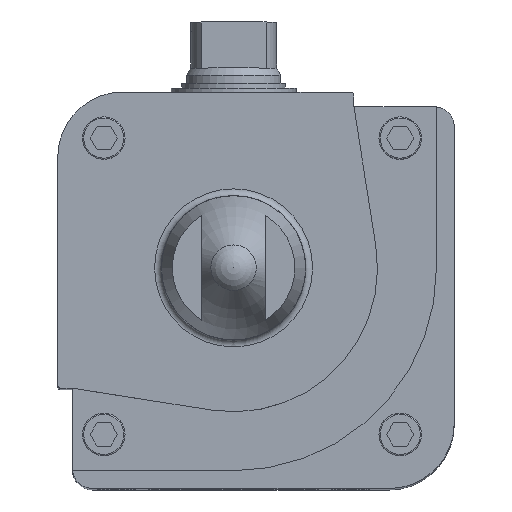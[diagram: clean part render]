
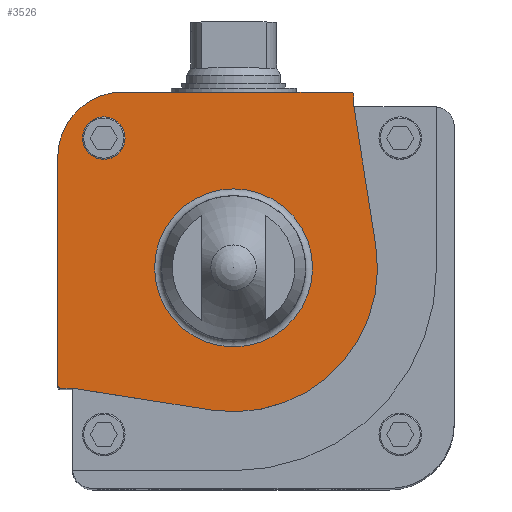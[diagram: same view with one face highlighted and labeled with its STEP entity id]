
A CAD part, top view. The second image highlights one B-rep face of the part: STEP entity #3526.
In plain terms, the highlighted planar face has unit normal (0, 0, 1).
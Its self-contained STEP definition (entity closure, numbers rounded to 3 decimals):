
#111=PLANE('',#3835);
#263=LINE('',#5431,#569);
#269=LINE('',#5446,#575);
#274=LINE('',#5480,#580);
#280=LINE('',#5503,#586);
#281=LINE('',#5510,#587);
#282=LINE('',#5514,#588);
#569=VECTOR('',#4261,1000.);
#575=VECTOR('',#4275,1000.);
#580=VECTOR('',#4310,1000.);
#586=VECTOR('',#4332,1000.);
#587=VECTOR('',#4343,1000.);
#588=VECTOR('',#4346,1000.);
#969=ORIENTED_EDGE('',*,*,#1882,.T.);
#970=ORIENTED_EDGE('',*,*,#1883,.F.);
#971=ORIENTED_EDGE('',*,*,#1884,.T.);
#972=ORIENTED_EDGE('',*,*,#1885,.F.);
#973=ORIENTED_EDGE('',*,*,#1867,.T.);
#974=ORIENTED_EDGE('',*,*,#1872,.T.);
#975=ORIENTED_EDGE('',*,*,#1879,.T.);
#976=ORIENTED_EDGE('',*,*,#1881,.T.);
#977=ORIENTED_EDGE('',*,*,#1843,.T.);
#978=ORIENTED_EDGE('',*,*,#1847,.T.);
#979=ORIENTED_EDGE('',*,*,#1851,.T.);
#980=ORIENTED_EDGE('',*,*,#1886,.T.);
#1843=EDGE_CURVE('',#2307,#2306,#263,.T.);
#1847=EDGE_CURVE('',#2306,#2309,#2637,.T.);
#1851=EDGE_CURVE('',#2309,#2311,#269,.T.);
#1867=EDGE_CURVE('',#2326,#2325,#274,.T.);
#1872=EDGE_CURVE('',#2325,#2328,#2650,.T.);
#1879=EDGE_CURVE('',#2328,#2334,#280,.T.);
#1881=EDGE_CURVE('',#2334,#2307,#2656,.T.);
#1882=EDGE_CURVE('',#2335,#2335,#2657,.T.);
#1883=EDGE_CURVE('',#2336,#2311,#281,.T.);
#1884=EDGE_CURVE('',#2336,#2337,#2658,.T.);
#1885=EDGE_CURVE('',#2326,#2337,#282,.T.);
#1886=EDGE_CURVE('',#2338,#2338,#2659,.T.);
#2306=VERTEX_POINT('',#5430);
#2307=VERTEX_POINT('',#5432);
#2309=VERTEX_POINT('',#5438);
#2311=VERTEX_POINT('',#5445);
#2325=VERTEX_POINT('',#5479);
#2326=VERTEX_POINT('',#5481);
#2328=VERTEX_POINT('',#5488);
#2334=VERTEX_POINT('',#5502);
#2335=VERTEX_POINT('',#5509);
#2336=VERTEX_POINT('',#5511);
#2337=VERTEX_POINT('',#5513);
#2338=VERTEX_POINT('',#5516);
#2637=CIRCLE('',#3807,1.2);
#2650=CIRCLE('',#3826,1.2);
#2656=CIRCLE('',#3834,27.5);
#2657=CIRCLE('',#3836,9.);
#2658=CIRCLE('',#3837,61.);
#2659=CIRCLE('',#3838,33.483);
#2810=EDGE_LOOP('',(#969));
#2811=EDGE_LOOP('',(#970,#971,#972,#973,#974,#975,#976,#977,#978,#979));
#2812=EDGE_LOOP('',(#980));
#3148=FACE_BOUND('',#2810,.T.);
#3149=FACE_BOUND('',#2811,.T.);
#3150=FACE_BOUND('',#2812,.T.);
#3526=ADVANCED_FACE('',(#3148,#3149,#3150),#111,.T.);
#3807=AXIS2_PLACEMENT_3D('',#5439,#4268,#4269);
#3826=AXIS2_PLACEMENT_3D('',#5489,#4318,#4319);
#3834=AXIS2_PLACEMENT_3D('',#5506,#4337,#4338);
#3835=AXIS2_PLACEMENT_3D('',#5507,#4339,#4340);
#3836=AXIS2_PLACEMENT_3D('',#5508,#4341,#4342);
#3837=AXIS2_PLACEMENT_3D('',#5512,#4344,#4345);
#3838=AXIS2_PLACEMENT_3D('',#5515,#4347,#4348);
#4261=DIRECTION('',(0.,-1.,0.));
#4268=DIRECTION('',(0.,0.,1.));
#4269=DIRECTION('',(1.,0.,0.));
#4275=DIRECTION('',(1.,0.,0.));
#4310=DIRECTION('',(0.,1.,0.));
#4318=DIRECTION('',(0.,0.,1.));
#4319=DIRECTION('',(1.,0.,0.));
#4332=DIRECTION('',(-1.,0.,0.));
#4337=DIRECTION('',(0.,0.,1.));
#4338=DIRECTION('',(1.,0.,0.));
#4339=DIRECTION('',(0.,0.,1.));
#4340=DIRECTION('',(1.,0.,0.));
#4341=DIRECTION('',(0.,0.,-1.));
#4342=DIRECTION('',(-1.,0.,0.));
#4343=DIRECTION('',(-0.988,0.155,0.));
#4344=DIRECTION('',(0.,0.,1.));
#4345=DIRECTION('',(1.,0.,0.));
#4346=DIRECTION('',(0.155,-0.988,0.));
#4347=DIRECTION('',(0.,0.,-1.));
#4348=DIRECTION('',(-1.,0.,0.));
#5430=CARTESIAN_POINT('',(-74.5,-49.8,187.2));
#5431=CARTESIAN_POINT('',(-74.5,47.,187.2));
#5432=CARTESIAN_POINT('',(-74.5,47.,187.2));
#5438=CARTESIAN_POINT('',(-73.3,-51.,187.2));
#5439=CARTESIAN_POINT('',(-73.3,-49.8,187.2));
#5445=CARTESIAN_POINT('',(-68.3,-51.,187.2));
#5446=CARTESIAN_POINT('',(-73.3,-51.,187.2));
#5479=CARTESIAN_POINT('',(51.,73.3,187.2));
#5480=CARTESIAN_POINT('',(51.,68.3,187.2));
#5481=CARTESIAN_POINT('',(51.,68.3,187.2));
#5488=CARTESIAN_POINT('',(49.8,74.5,187.2));
#5489=CARTESIAN_POINT('',(49.8,73.3,187.2));
#5502=CARTESIAN_POINT('',(-47.,74.5,187.2));
#5503=CARTESIAN_POINT('',(49.8,74.5,187.2));
#5506=CARTESIAN_POINT('',(-47.,47.,187.2));
#5507=CARTESIAN_POINT('',(-73.3,-49.8,187.2));
#5508=CARTESIAN_POINT('',(-55.,55.,187.2));
#5509=CARTESIAN_POINT('',(-64.,55.,187.2));
#5510=CARTESIAN_POINT('',(-9.485,-60.258,187.2));
#5511=CARTESIAN_POINT('',(-9.485,-60.258,187.2));
#5512=CARTESIAN_POINT('',(0.,0.,187.2));
#5513=CARTESIAN_POINT('',(60.258,9.485,187.2));
#5514=CARTESIAN_POINT('',(51.,68.3,187.2));
#5515=CARTESIAN_POINT('',(0.,0.,187.2));
#5516=CARTESIAN_POINT('',(-33.483,0.,187.2));
